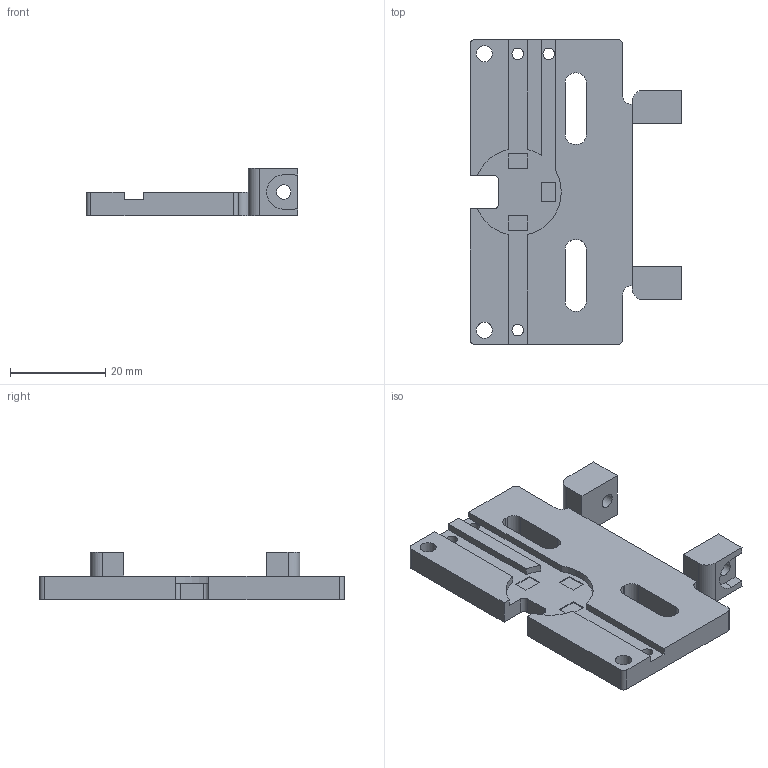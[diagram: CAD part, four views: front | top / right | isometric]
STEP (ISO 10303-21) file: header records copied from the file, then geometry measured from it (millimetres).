
FILE_DESCRIPTION(/* description */ (''),/* implementation_level */ '2;1');
FILE_NAME(/* name */ 'Back Body.step',/* time_stamp */ '2023-07-08T19:45:13+03:00',/* author */ (''),/* organization */ (''),/* preprocessor_version */ 'ST-DEVELOPER v19.2',/* originating_system */ 'Autodesk Translation Framework v12.6.0.85',/* authorisation */ '');
FILE_SCHEMA (('AUTOMOTIVE_DESIGN { 1 0 10303 214 3 1 1 }'));
Length unit declared in the file: millimetre
Products named in the file (1): Assembly - Back_Back Body
Bounding box: 44.49 x 63.98 x 10 mm (x, y, z)
Volume: 10110.6 mm3; surface area: 6644.4 mm2
Topology: 1 solids, 1 shells, 92 faces, 259 edges, 172 vertices
Faces by surface type: plane 61, cylinder 31
Full cylindrical faces by diameter (mm): 2.4 x3, 3 x2, 3.4 x2
Entity records: 3038 total; most frequent: CARTESIAN_POINT 524, ORIENTED_EDGE 518, DIRECTION 507, EDGE_CURVE 259, LINE 197, VECTOR 197, VERTEX_POINT 172, AXIS2_PLACEMENT_3D 155
